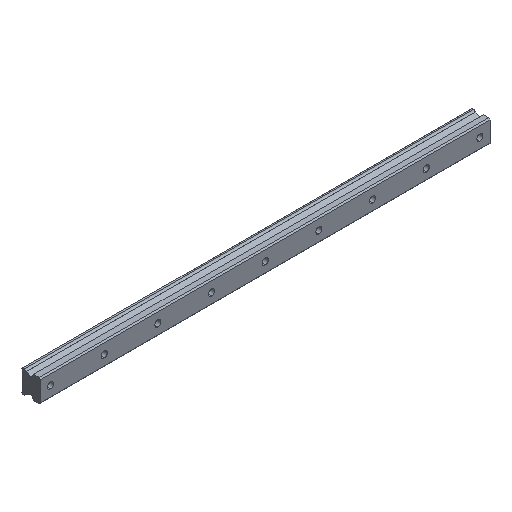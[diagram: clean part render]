
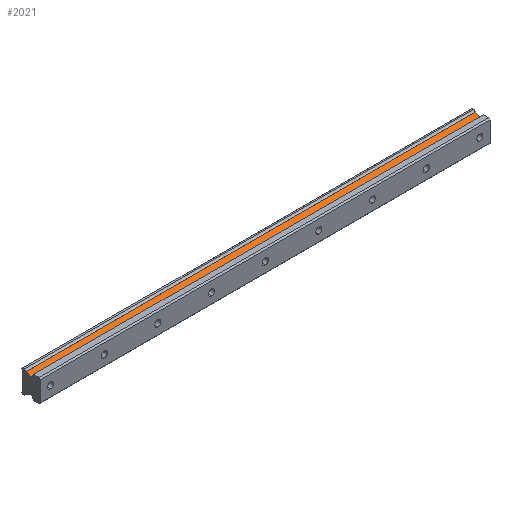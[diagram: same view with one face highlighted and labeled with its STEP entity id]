
A CAD part, isometric view. The second image highlights one B-rep face of the part: STEP entity #2021.
In plain terms, the highlighted planar face has unit normal (0, -0.499, 0.867).
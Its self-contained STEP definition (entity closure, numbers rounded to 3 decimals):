
#23 = AXIS2_PLACEMENT_3D ( 'NONE', #663, #1926, #337 ) ;
#139 = EDGE_CURVE ( 'NONE', #238, #1523, #776, .T. ) ;
#238 = VERTEX_POINT ( 'NONE', #1688 ) ;
#243 = LINE ( 'NONE', #953, #1133 ) ;
#337 = DIRECTION ( 'NONE',  ( 0., 0.867, 0.499 ) ) ;
#415 = ORIENTED_EDGE ( 'NONE', *, *, #1083, .F. ) ;
#567 = CARTESIAN_POINT ( 'NONE',  ( -15., 21.02, 15.006 ) ) ;
#607 = CARTESIAN_POINT ( 'NONE',  ( 655., 21.02, 15.006 ) ) ;
#654 = ORIENTED_EDGE ( 'NONE', *, *, #2200, .F. ) ;
#663 = CARTESIAN_POINT ( 'NONE',  ( 655., 21.02, 15.006 ) ) ;
#687 = CARTESIAN_POINT ( 'NONE',  ( -15., 21.02, 15.006 ) ) ;
#706 = VECTOR ( 'NONE', #1339, 1000. ) ;
#776 = LINE ( 'NONE', #607, #706 ) ;
#823 = CARTESIAN_POINT ( 'NONE',  ( -15., 14.475, 11.24 ) ) ;
#850 = FACE_OUTER_BOUND ( 'NONE', #1084, .T. ) ;
#953 = CARTESIAN_POINT ( 'NONE',  ( 655., 21.02, 15.006 ) ) ;
#1057 = VECTOR ( 'NONE', #1094, 1000. ) ;
#1083 = EDGE_CURVE ( 'NONE', #1978, #238, #243, .T. ) ;
#1084 = EDGE_LOOP ( 'NONE', ( #654, #1561, #415, #1408 ) ) ;
#1094 = DIRECTION ( 'NONE',  ( -1., 0., 0. ) ) ;
#1133 = VECTOR ( 'NONE', #2168, 1000. ) ;
#1225 = VERTEX_POINT ( 'NONE', #823 ) ;
#1242 = LINE ( 'NONE', #1255, #1057 ) ;
#1255 = CARTESIAN_POINT ( 'NONE',  ( 655., 14.475, 11.24 ) ) ;
#1339 = DIRECTION ( 'NONE',  ( 0., -0.867, -0.499 ) ) ;
#1408 = ORIENTED_EDGE ( 'NONE', *, *, #1739, .T. ) ;
#1409 = DIRECTION ( 'NONE',  ( 0., -0.867, -0.499 ) ) ;
#1523 = VERTEX_POINT ( 'NONE', #2046 ) ;
#1561 = ORIENTED_EDGE ( 'NONE', *, *, #139, .F. ) ;
#1572 = PLANE ( 'NONE',  #23 ) ;
#1648 = VECTOR ( 'NONE', #1409, 1000. ) ;
#1688 = CARTESIAN_POINT ( 'NONE',  ( 655., 21.02, 15.006 ) ) ;
#1739 = EDGE_CURVE ( 'NONE', #1978, #1225, #2296, .T. ) ;
#1926 = DIRECTION ( 'NONE',  ( 0., 0.499, -0.867 ) ) ;
#1978 = VERTEX_POINT ( 'NONE', #687 ) ;
#2021 = ADVANCED_FACE ( 'NONE', ( #850 ), #1572, .F. ) ;
#2046 = CARTESIAN_POINT ( 'NONE',  ( 655., 14.475, 11.24 ) ) ;
#2168 = DIRECTION ( 'NONE',  ( 1., 0., 0. ) ) ;
#2200 = EDGE_CURVE ( 'NONE', #1523, #1225, #1242, .T. ) ;
#2296 = LINE ( 'NONE', #567, #1648 ) ;
